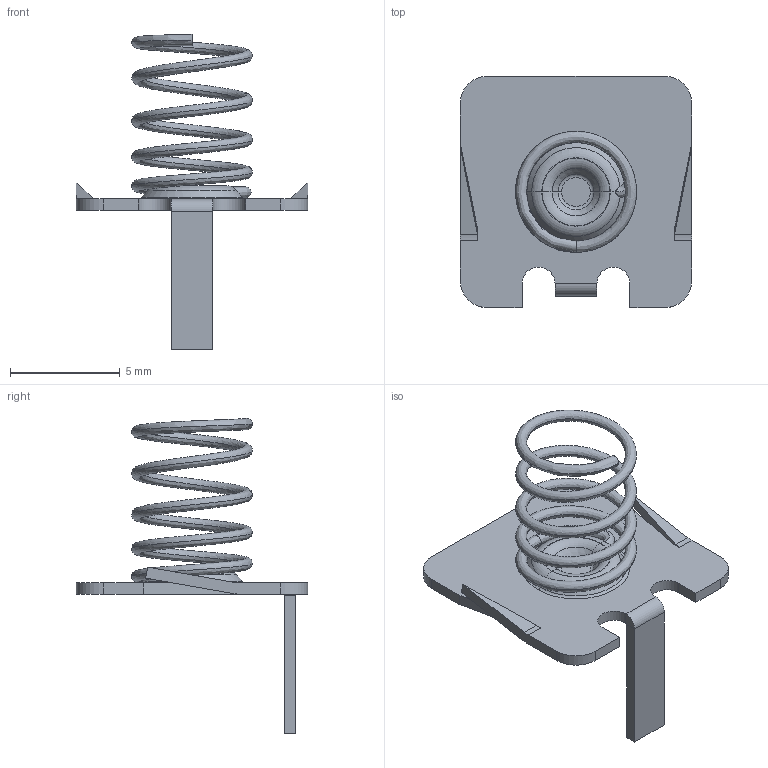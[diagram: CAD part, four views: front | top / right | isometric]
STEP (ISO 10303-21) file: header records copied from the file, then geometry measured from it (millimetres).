
FILE_DESCRIPTION (( 'STEP AP214' ), '1' );
FILE_NAME ('BK-6179.STEP', '2020-02-10T21:48:18', ( '' ), ( '' ), 'SwSTEP 2.0', 'SolidWorks 2017', '' );
FILE_SCHEMA (( 'AUTOMOTIVE_DESIGN' ));
Length unit declared in the file: millimetre
Products named in the file (1): BK-6179
Bounding box: 10.54 x 10.54 x 14.35 mm (x, y, z)
Volume: 76.4 mm3; surface area: 397.9 mm2
Topology: 1 solids, 1 shells, 78 faces, 184 edges, 112 vertices
Faces by surface type: plane 37, torus 16, cylinder 12, cone 9, bspline 4
Entity records: 4070 total; most frequent: CARTESIAN_POINT 2218, DIRECTION 402, ORIENTED_EDGE 368, EDGE_CURVE 184, AXIS2_PLACEMENT_3D 154, VERTEX_POINT 112, LINE 94, VECTOR 94
